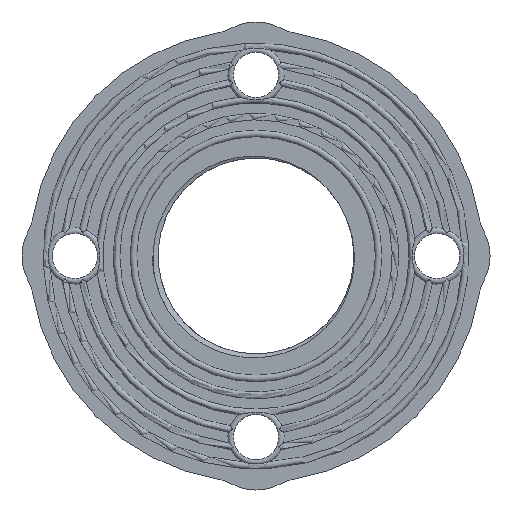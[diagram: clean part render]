
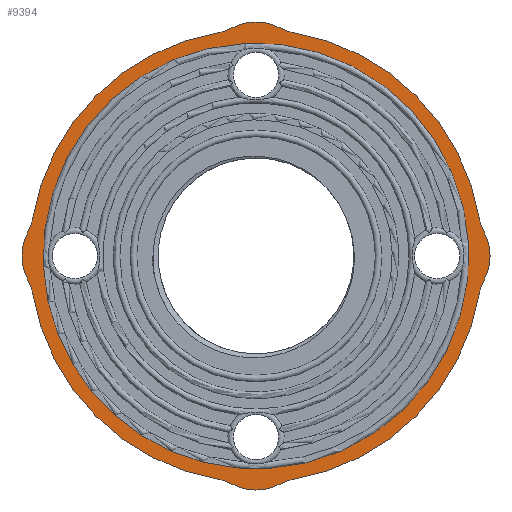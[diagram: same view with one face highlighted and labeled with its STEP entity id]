
A CAD part, front view. The second image highlights one B-rep face of the part: STEP entity #9394.
In plain terms, the highlighted planar face has unit normal (0, -1, 0).
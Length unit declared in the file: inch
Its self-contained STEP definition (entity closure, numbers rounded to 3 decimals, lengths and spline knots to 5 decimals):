
#1898=FACE_BOUND($,#3259,.T.);
#1899=FACE_BOUND($,#3260,.T.);
#2202=PLANE($,#9883);
#3259=EDGE_LOOP($,(#8672));
#3260=EDGE_LOOP($,(#8673,#8674,#8675,#8676,#8677,#8678,#8679,#8680,#8681,
#8682,#8683,#8684,#8685,#8686,#8687,#8688));
#3689=CIRCLE($,#9489,3.75);
#3690=CIRCLE($,#9491,0.5);
#3691=CIRCLE($,#9493,0.875);
#3692=CIRCLE($,#9495,0.5);
#3693=CIRCLE($,#9497,3.75);
#3694=CIRCLE($,#9499,0.5);
#3695=CIRCLE($,#9501,0.875);
#3696=CIRCLE($,#9503,0.5);
#3697=CIRCLE($,#9505,0.5);
#3698=CIRCLE($,#9507,0.875);
#3699=CIRCLE($,#9509,0.5);
#3700=CIRCLE($,#9511,0.5);
#3701=CIRCLE($,#9513,0.875);
#3702=CIRCLE($,#9515,0.5);
#3730=CIRCLE($,#9832,3.52454);
#3758=CIRCLE($,#9884,3.75);
#3759=CIRCLE($,#9885,3.75);
#4108=VERTEX_POINT($,#13033);
#4109=VERTEX_POINT($,#13035);
#4110=VERTEX_POINT($,#13039);
#4111=VERTEX_POINT($,#13043);
#4112=VERTEX_POINT($,#13047);
#4113=VERTEX_POINT($,#13051);
#4114=VERTEX_POINT($,#13055);
#4115=VERTEX_POINT($,#13059);
#4116=VERTEX_POINT($,#13063);
#4117=VERTEX_POINT($,#13067);
#4118=VERTEX_POINT($,#13071);
#4119=VERTEX_POINT($,#13075);
#4120=VERTEX_POINT($,#13079);
#4121=VERTEX_POINT($,#13081);
#4122=VERTEX_POINT($,#13085);
#4123=VERTEX_POINT($,#13089);
#4646=VERTEX_POINT($,#16588);
#5036=EDGE_CURVE($,#4109,#4108,#3689,.T.);
#5039=EDGE_CURVE($,#4110,#4108,#3690,.T.);
#5041=EDGE_CURVE($,#4111,#4110,#3691,.T.);
#5043=EDGE_CURVE($,#4112,#4111,#3692,.T.);
#5045=EDGE_CURVE($,#4112,#4113,#3693,.T.);
#5047=EDGE_CURVE($,#4114,#4113,#3694,.T.);
#5049=EDGE_CURVE($,#4115,#4114,#3695,.T.);
#5051=EDGE_CURVE($,#4116,#4115,#3696,.T.);
#5052=EDGE_CURVE($,#4109,#4117,#3697,.T.);
#5054=EDGE_CURVE($,#4117,#4118,#3698,.T.);
#5056=EDGE_CURVE($,#4118,#4119,#3699,.T.);
#5059=EDGE_CURVE($,#4120,#4121,#3700,.T.);
#5062=EDGE_CURVE($,#4122,#4120,#3701,.T.);
#5064=EDGE_CURVE($,#4123,#4122,#3702,.T.);
#5975=EDGE_CURVE($,#4646,#4646,#3730,.T.);
#6012=EDGE_CURVE($,#4123,#4119,#3758,.T.);
#6013=EDGE_CURVE($,#4116,#4121,#3759,.T.);
#8672=ORIENTED_EDGE($,*,*,#5975,.F.);
#8673=ORIENTED_EDGE($,*,*,#6012,.T.);
#8674=ORIENTED_EDGE($,*,*,#5056,.F.);
#8675=ORIENTED_EDGE($,*,*,#5054,.F.);
#8676=ORIENTED_EDGE($,*,*,#5052,.F.);
#8677=ORIENTED_EDGE($,*,*,#5036,.T.);
#8678=ORIENTED_EDGE($,*,*,#5039,.F.);
#8679=ORIENTED_EDGE($,*,*,#5041,.F.);
#8680=ORIENTED_EDGE($,*,*,#5043,.F.);
#8681=ORIENTED_EDGE($,*,*,#5045,.T.);
#8682=ORIENTED_EDGE($,*,*,#5047,.F.);
#8683=ORIENTED_EDGE($,*,*,#5049,.F.);
#8684=ORIENTED_EDGE($,*,*,#5051,.F.);
#8685=ORIENTED_EDGE($,*,*,#6013,.T.);
#8686=ORIENTED_EDGE($,*,*,#5059,.F.);
#8687=ORIENTED_EDGE($,*,*,#5062,.F.);
#8688=ORIENTED_EDGE($,*,*,#5064,.F.);
#9394=ADVANCED_FACE($,(#1898,#1899),#2202,.T.);
#9489=AXIS2_PLACEMENT_3D($,#13036,#10261,#10262);
#9491=AXIS2_PLACEMENT_3D($,#13041,#10267,#10268);
#9493=AXIS2_PLACEMENT_3D($,#13045,#10272,#10273);
#9495=AXIS2_PLACEMENT_3D($,#13049,#10277,#10278);
#9497=AXIS2_PLACEMENT_3D($,#13053,#10282,#10283);
#9499=AXIS2_PLACEMENT_3D($,#13057,#10287,#10288);
#9501=AXIS2_PLACEMENT_3D($,#13061,#10292,#10293);
#9503=AXIS2_PLACEMENT_3D($,#13065,#10297,#10298);
#9505=AXIS2_PLACEMENT_3D($,#13068,#10301,#10302);
#9507=AXIS2_PLACEMENT_3D($,#13072,#10306,#10307);
#9509=AXIS2_PLACEMENT_3D($,#13076,#10311,#10312);
#9511=AXIS2_PLACEMENT_3D($,#13082,#10317,#10318);
#9513=AXIS2_PLACEMENT_3D($,#13087,#10323,#10324);
#9515=AXIS2_PLACEMENT_3D($,#13091,#10328,#10329);
#9832=AXIS2_PLACEMENT_3D($,#16589,#11613,#11614);
#9883=AXIS2_PLACEMENT_3D($,#16765,#11715,#11716);
#9884=AXIS2_PLACEMENT_3D($,#16766,#11717,#11718);
#9885=AXIS2_PLACEMENT_3D($,#16767,#11719,#11720);
#10261=DIRECTION('center_axis',(0.,-1.,0.));
#10262=DIRECTION('ref_axis',(1.,0.,0.));
#10267=DIRECTION('center_axis',(0.,-1.,0.));
#10268=DIRECTION('ref_axis',(-0.943,0.,0.332));
#10272=DIRECTION('center_axis',(0.,1.,0.));
#10273=DIRECTION('ref_axis',(-1.,0.,0.));
#10277=DIRECTION('center_axis',(0.,-1.,0.));
#10278=DIRECTION('ref_axis',(-0.943,0.,-0.332));
#10282=DIRECTION('center_axis',(0.,-1.,0.));
#10283=DIRECTION('ref_axis',(1.,0.,0.));
#10287=DIRECTION('center_axis',(0.,-1.,0.));
#10288=DIRECTION('ref_axis',(-0.332,0.,-0.943));
#10292=DIRECTION('center_axis',(0.,1.,0.));
#10293=DIRECTION('ref_axis',(-1.,0.,0.));
#10297=DIRECTION('center_axis',(0.,-1.,0.));
#10298=DIRECTION('ref_axis',(0.332,0.,-0.943));
#10301=DIRECTION('center_axis',(0.,-1.,0.));
#10302=DIRECTION('ref_axis',(-0.332,0.,0.943));
#10306=DIRECTION('center_axis',(0.,1.,0.));
#10307=DIRECTION('ref_axis',(-1.,0.,0.));
#10311=DIRECTION('center_axis',(0.,-1.,0.));
#10312=DIRECTION('ref_axis',(0.332,0.,0.943));
#10317=DIRECTION('center_axis',(0.,-1.,0.));
#10318=DIRECTION('ref_axis',(0.943,0.,-0.332));
#10323=DIRECTION('center_axis',(0.,1.,0.));
#10324=DIRECTION('ref_axis',(-1.,0.,0.));
#10328=DIRECTION('center_axis',(0.,-1.,0.));
#10329=DIRECTION('ref_axis',(0.943,0.,0.332));
#11613=DIRECTION('center_axis',(0.,-1.,0.));
#11614=DIRECTION('ref_axis',(0.,0.,-1.));
#11715=DIRECTION('center_axis',(0.,-1.,0.));
#11716=DIRECTION('ref_axis',(0.,0.,-1.));
#11717=DIRECTION('center_axis',(0.,-1.,0.));
#11718=DIRECTION('ref_axis',(1.,0.,0.));
#11719=DIRECTION('center_axis',(0.,-1.,0.));
#11720=DIRECTION('ref_axis',(1.,0.,0.));
#13033=CARTESIAN_POINT('',(3.70175,0.,-0.59965));
#13035=CARTESIAN_POINT('',(0.59965,0.,-3.70175));
#13036=CARTESIAN_POINT('Origin',(0.,0.,0.));
#13039=CARTESIAN_POINT('',(3.76065,0.,-0.43247));
#13041=CARTESIAN_POINT('Origin',(4.19531,0.,-0.6796));
#13043=CARTESIAN_POINT('',(3.76065,0.,0.43247));
#13045=CARTESIAN_POINT('Origin',(3.,0.,0.));
#13047=CARTESIAN_POINT('',(3.70175,0.,0.59965));
#13049=CARTESIAN_POINT('Origin',(4.19531,0.,0.6796));
#13051=CARTESIAN_POINT('',(0.59965,0.,3.70175));
#13053=CARTESIAN_POINT('Origin',(0.,0.,0.));
#13055=CARTESIAN_POINT('',(0.43247,0.,3.76065));
#13057=CARTESIAN_POINT('Origin',(0.6796,0.,4.19531));
#13059=CARTESIAN_POINT('',(-0.43247,0.,3.76065));
#13061=CARTESIAN_POINT('Origin',(0.,0.,3.));
#13063=CARTESIAN_POINT('',(-0.59965,0.,3.70175));
#13065=CARTESIAN_POINT('Origin',(-0.6796,0.,4.19531));
#13067=CARTESIAN_POINT('',(0.43247,0.,-3.76065));
#13068=CARTESIAN_POINT('Origin',(0.6796,0.,-4.19531));
#13071=CARTESIAN_POINT('',(-0.43247,0.,-3.76065));
#13072=CARTESIAN_POINT('Origin',(0.,0.,-3.));
#13075=CARTESIAN_POINT('',(-0.59965,0.,-3.70175));
#13076=CARTESIAN_POINT('Origin',(-0.6796,0.,-4.19531));
#13079=CARTESIAN_POINT('',(-3.76065,0.,0.43247));
#13081=CARTESIAN_POINT('',(-3.70175,0.,0.59965));
#13082=CARTESIAN_POINT('Origin',(-4.19531,0.,0.6796));
#13085=CARTESIAN_POINT('',(-3.76065,0.,-0.43247));
#13087=CARTESIAN_POINT('Origin',(-3.,0.,0.));
#13089=CARTESIAN_POINT('',(-3.70175,0.,-0.59965));
#13091=CARTESIAN_POINT('Origin',(-4.19531,0.,-0.6796));
#16588=CARTESIAN_POINT('',(-3.4428,0.,-0.75469));
#16589=CARTESIAN_POINT('Origin',(0.,0.,0.));
#16765=CARTESIAN_POINT('Origin',(2.73244,0.,0.));
#16766=CARTESIAN_POINT('Origin',(0.,0.,0.));
#16767=CARTESIAN_POINT('Origin',(0.,0.,0.));
